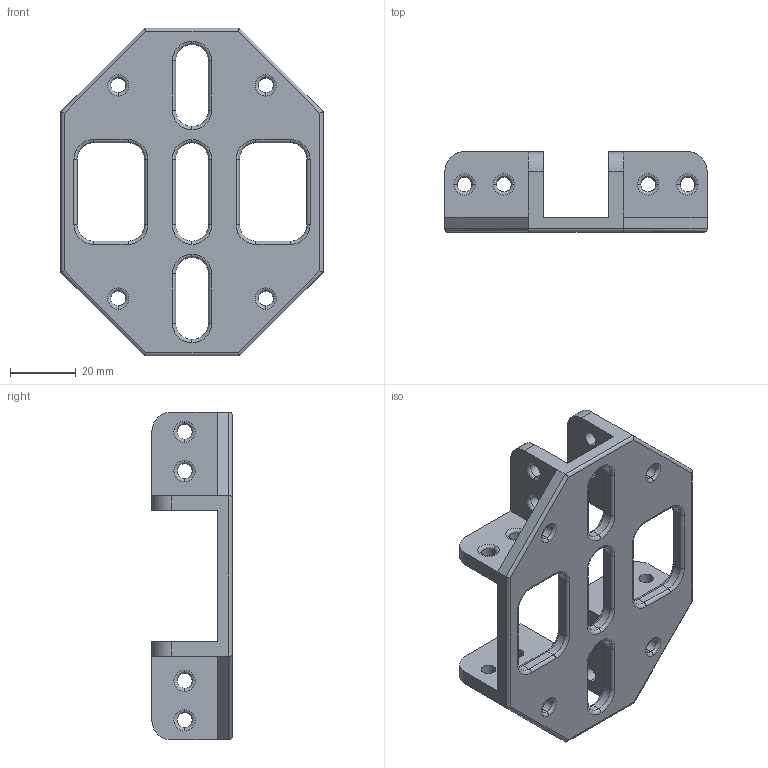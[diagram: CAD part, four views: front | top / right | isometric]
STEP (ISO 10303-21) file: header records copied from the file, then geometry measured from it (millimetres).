
FILE_DESCRIPTION (( 'STEP AP214' ), '1' );
FILE_NAME ('Center_Base.STEP', '2016-08-14T04:27:18', ( '' ), ( '' ), 'SwSTEP 2.0', 'SolidWorks 2016', '' );
FILE_SCHEMA (( 'AUTOMOTIVE_DESIGN' ));
Length unit declared in the file: millimetre
Products named in the file (1): Center_Base
Bounding box: 80 x 24.5 x 100 mm (x, y, z)
Volume: 39456.2 mm3; surface area: 22045.2 mm2
Topology: 1 solids, 1 shells, 240 faces, 582 edges, 344 vertices
Faces by surface type: cylinder 104, torus 88, plane 48
Entity records: 7164 total; most frequent: DIRECTION 1396, CARTESIAN_POINT 1191, ORIENTED_EDGE 1164, EDGE_CURVE 582, AXIS2_PLACEMENT_3D 581, VERTEX_POINT 344, CIRCLE 340, EDGE_LOOP 290
